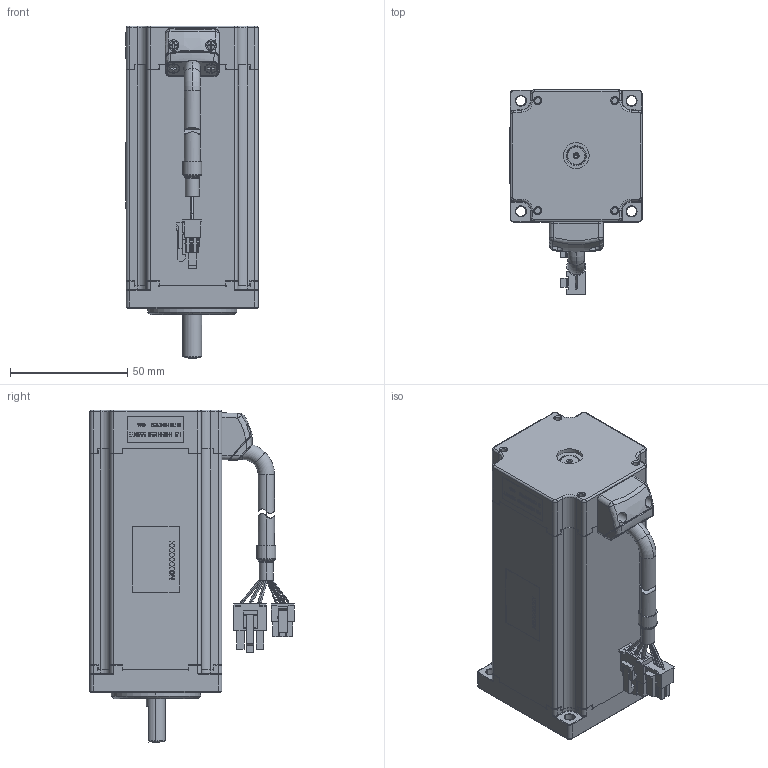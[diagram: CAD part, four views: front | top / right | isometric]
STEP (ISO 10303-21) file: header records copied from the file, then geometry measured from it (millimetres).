
FILE_DESCRIPTION((''),'2;1');
FILE_NAME('4611130001217_ASM_ASM','2020-01-14T18:15:47',('TQ00207'),(''),'CREO PARAMETRIC BY PTC INC, 2018100','CREO PARAMETRIC BY PTC INC, 2018100','');
FILE_SCHEMA(('CONFIG_CONTROL_DESIGN'));
Products named in the file (26): STATOR_CORE_10_1; STATOR_WINDING_ASM_13_1_ASM; HARNESS_1_1_2_3_4_5_6_7_8_9__19; 4718405002144_1_1_2_3_4_5_6__22; 4718405000822_1_1_2_3_4_5_6__22; XIANSHU_ASM_1_1_2_3_4_5_ASM; STATOR_ASM_13_1_ASM; PE_16_1; SHAFT_22_1; ROTOR_CORE_SHAFT_ASM_11_1_ASM; ROTOR_MAGNET_ASM_8_1_ASM; DEEP_GROOVE_BALL_BEARINGS_608_6; SHAFT_SLEEVE_5_3_1_1_2_3_4_5; ROTOR_ASM_13_1_ASM; 4219121302327_OPE_5_1_2_3_4_5; 3698154000050_5_1_2_3_4_5; LEADING_COVER_2_1_1_2_3_4_5; 00_6_1_2; BIAOQIAN_2_1_2_3_4_5_6_7_8_9_27; M2_2_1_2_3_4_5; PRT0001_3_1_2_3_4_5; 4294404000662-M3X47_2_1_2_3_4_5; M3_2_1_2_3_4_5; PRT0002_2_1_2_3_4_5; MOTOR_ASM_32_1_ASM; 4611130001217_ASM_ASM
Assembly tree (29 placements, depth 6):
  4611130001217_ASM_ASM
    MOTOR_ASM_32_1_ASM
      STATOR_ASM_13_1_ASM
        STATOR_WINDING_ASM_13_1_ASM
          STATOR_CORE_10_1
        XIANSHU_ASM_1_1_2_3_4_5_ASM
          HARNESS_1_1_2_3_4_5_6_7_8_9__19
          4718405002144_1_1_2_3_4_5_6__22
          4718405000822_1_1_2_3_4_5_6__22
      PE_16_1
      ROTOR_ASM_13_1_ASM
        ROTOR_MAGNET_ASM_8_1_ASM
          ROTOR_CORE_SHAFT_ASM_11_1_ASM
            SHAFT_22_1
        DEEP_GROOVE_BALL_BEARINGS_608_6  x2
        SHAFT_SLEEVE_5_3_1_1_2_3_4_5
      4219121302327_OPE_5_1_2_3_4_5
      3698154000050_5_1_2_3_4_5
      LEADING_COVER_2_1_1_2_3_4_5
      00_6_1_2
      BIAOQIAN_2_1_2_3_4_5_6_7_8_9_27
      M2_2_1_2_3_4_5
      PRT0001_3_1_2_3_4_5
      4294404000662-M3X47_2_1_2_3_4_5  x4
      M3_2_1_2_3_4_5
      PRT0002_2_1_2_3_4_5
Bounding box: 56.4 x 87.05 x 141.5 mm (x, y, z)
Volume: 250398.7 mm3; surface area: 85586.4 mm2
Topology: 22 solids, 24 shells, 2597 faces, 7283 edges, 4670 vertices
Faces by surface type: plane 1652, cylinder 394, torus 175, cone 132, sphere 116, bspline 84, extrusion 44
Entity records: 90000 total; most frequent: CARTESIAN_POINT 28259, ORIENTED_EDGE 13170, DIRECTION 12154, EDGE_CURVE 6589, VECTOR 4682, LINE 4638, VERTEX_POINT 4301, AXIS2_PLACEMENT_3D 3736
